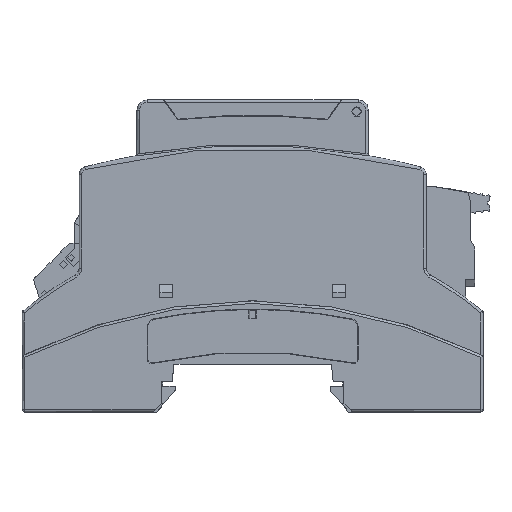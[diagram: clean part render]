
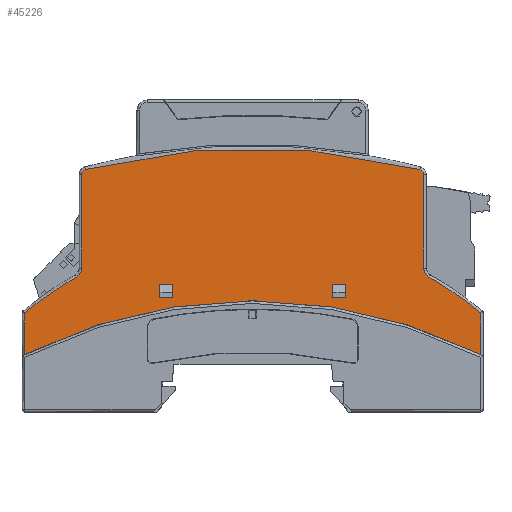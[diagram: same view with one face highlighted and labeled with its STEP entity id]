
A CAD part, top view. The second image highlights one B-rep face of the part: STEP entity #45226.
In plain terms, the highlighted planar face has unit normal (0, 0, 1).
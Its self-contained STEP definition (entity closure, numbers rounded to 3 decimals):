
#1351=FACE_BOUND('',#6188,.T.);
#1352=FACE_BOUND('',#6189,.T.);
#1992=CIRCLE('',#48174,129.2);
#1993=CIRCLE('',#48175,1.);
#1994=CIRCLE('',#48176,2.);
#1995=CIRCLE('',#48177,69.5);
#1996=CIRCLE('',#48178,99.5);
#1997=CIRCLE('',#48179,69.5);
#1998=CIRCLE('',#48180,2.);
#1999=CIRCLE('',#48181,1.);
#3658=FACE_OUTER_BOUND('',#6187,.T.);
#6187=EDGE_LOOP('',(#32146,#32147,#32148,#32149,#32150,#32151,#32152,#32153,
#32154,#32155,#32156,#32157));
#6188=EDGE_LOOP('',(#32158,#32159,#32160,#32161));
#6189=EDGE_LOOP('',(#32162,#32163,#32164,#32165));
#9844=LINE('',#66882,#14754);
#9992=LINE('',#67350,#14902);
#10024=LINE('',#67430,#14934);
#10025=LINE('',#67436,#14935);
#10026=LINE('',#67440,#14936);
#10027=LINE('',#67447,#14937);
#10028=LINE('',#67449,#14938);
#10029=LINE('',#67451,#14939);
#10030=LINE('',#67452,#14940);
#10031=LINE('',#67455,#14941);
#10032=LINE('',#67456,#14942);
#10033=LINE('',#67457,#14943);
#14754=VECTOR('',#53848,1.);
#14902=VECTOR('',#54122,1.);
#14934=VECTOR('',#54186,1.);
#14935=VECTOR('',#54191,1.);
#14936=VECTOR('',#54194,1.);
#14937=VECTOR('',#54201,1.);
#14938=VECTOR('',#54202,1.);
#14939=VECTOR('',#54203,1.);
#14940=VECTOR('',#54204,1.);
#14941=VECTOR('',#54205,1.);
#14942=VECTOR('',#54206,1.);
#14943=VECTOR('',#54207,1.);
#19324=VERTEX_POINT('',#66879);
#19325=VERTEX_POINT('',#66881);
#19492=VERTEX_POINT('',#67348);
#19493=VERTEX_POINT('',#67349);
#19522=VERTEX_POINT('',#67424);
#19523=VERTEX_POINT('',#67425);
#19524=VERTEX_POINT('',#67427);
#19525=VERTEX_POINT('',#67429);
#19526=VERTEX_POINT('',#67431);
#19527=VERTEX_POINT('',#67433);
#19528=VERTEX_POINT('',#67435);
#19529=VERTEX_POINT('',#67437);
#19530=VERTEX_POINT('',#67439);
#19531=VERTEX_POINT('',#67441);
#19532=VERTEX_POINT('',#67445);
#19533=VERTEX_POINT('',#67446);
#19534=VERTEX_POINT('',#67448);
#19535=VERTEX_POINT('',#67450);
#19536=VERTEX_POINT('',#67453);
#19537=VERTEX_POINT('',#67454);
#24058=EDGE_CURVE('',#19324,#19325,#9844,.T.);
#24241=EDGE_CURVE('',#19492,#19493,#9992,.T.);
#24277=EDGE_CURVE('',#19522,#19523,#1992,.T.);
#24278=EDGE_CURVE('',#19522,#19524,#1993,.T.);
#24279=EDGE_CURVE('',#19524,#19525,#10024,.T.);
#24280=EDGE_CURVE('',#19526,#19525,#1994,.T.);
#24281=EDGE_CURVE('',#19526,#19527,#1995,.T.);
#24282=EDGE_CURVE('',#19527,#19528,#10025,.T.);
#24283=EDGE_CURVE('',#19529,#19528,#1996,.T.);
#24284=EDGE_CURVE('',#19530,#19529,#10026,.T.);
#24285=EDGE_CURVE('',#19531,#19530,#1997,.T.);
#24286=EDGE_CURVE('',#19531,#19493,#1998,.T.);
#24287=EDGE_CURVE('',#19492,#19523,#1999,.T.);
#24288=EDGE_CURVE('',#19532,#19533,#10027,.T.);
#24289=EDGE_CURVE('',#19534,#19532,#10028,.T.);
#24290=EDGE_CURVE('',#19535,#19534,#10029,.T.);
#24291=EDGE_CURVE('',#19533,#19535,#10030,.T.);
#24292=EDGE_CURVE('',#19536,#19537,#10031,.T.);
#24293=EDGE_CURVE('',#19325,#19536,#10032,.T.);
#24294=EDGE_CURVE('',#19537,#19324,#10033,.T.);
#32146=ORIENTED_EDGE('',*,*,#24277,.F.);
#32147=ORIENTED_EDGE('',*,*,#24278,.T.);
#32148=ORIENTED_EDGE('',*,*,#24279,.T.);
#32149=ORIENTED_EDGE('',*,*,#24280,.F.);
#32150=ORIENTED_EDGE('',*,*,#24281,.T.);
#32151=ORIENTED_EDGE('',*,*,#24282,.T.);
#32152=ORIENTED_EDGE('',*,*,#24283,.F.);
#32153=ORIENTED_EDGE('',*,*,#24284,.F.);
#32154=ORIENTED_EDGE('',*,*,#24285,.F.);
#32155=ORIENTED_EDGE('',*,*,#24286,.T.);
#32156=ORIENTED_EDGE('',*,*,#24241,.F.);
#32157=ORIENTED_EDGE('',*,*,#24287,.T.);
#32158=ORIENTED_EDGE('',*,*,#24288,.F.);
#32159=ORIENTED_EDGE('',*,*,#24289,.F.);
#32160=ORIENTED_EDGE('',*,*,#24290,.F.);
#32161=ORIENTED_EDGE('',*,*,#24291,.F.);
#32162=ORIENTED_EDGE('',*,*,#24292,.F.);
#32163=ORIENTED_EDGE('',*,*,#24293,.F.);
#32164=ORIENTED_EDGE('',*,*,#24058,.F.);
#32165=ORIENTED_EDGE('',*,*,#24294,.F.);
#42212=PLANE('',#48173);
#45226=ADVANCED_FACE('',(#3658,#1351,#1352),#42212,.F.);
#48173=AXIS2_PLACEMENT_3D('',#67423,#54180,#54181);
#48174=AXIS2_PLACEMENT_3D('',#67426,#54182,#54183);
#48175=AXIS2_PLACEMENT_3D('',#67428,#54184,#54185);
#48176=AXIS2_PLACEMENT_3D('',#67432,#54187,#54188);
#48177=AXIS2_PLACEMENT_3D('',#67434,#54189,#54190);
#48178=AXIS2_PLACEMENT_3D('',#67438,#54192,#54193);
#48179=AXIS2_PLACEMENT_3D('',#67442,#54195,#54196);
#48180=AXIS2_PLACEMENT_3D('',#67443,#54197,#54198);
#48181=AXIS2_PLACEMENT_3D('',#67444,#54199,#54200);
#53848=DIRECTION('',(1.,0.,0.));
#54122=DIRECTION('',(0.,1.,0.));
#54180=DIRECTION('center_axis',(0.,0.,-1.));
#54181=DIRECTION('ref_axis',(1.,0.,0.));
#54182=DIRECTION('center_axis',(0.,0.,
-1.));
#54183=DIRECTION('ref_axis',(-1.,0.,0.));
#54184=DIRECTION('center_axis',(0.,0.,
1.));
#54185=DIRECTION('ref_axis',(1.,0.,0.));
#54186=DIRECTION('',(0.,1.,0.));
#54187=DIRECTION('center_axis',(0.,0.,1.));
#54188=DIRECTION('ref_axis',(0.,-1.,0.));
#54189=DIRECTION('center_axis',(0.,0.,1.));
#54190=DIRECTION('ref_axis',(0.,-1.,0.));
#54191=DIRECTION('',(0.,1.,0.));
#54192=DIRECTION('center_axis',(0.,0.,
1.));
#54193=DIRECTION('ref_axis',(-1.,0.,0.));
#54194=DIRECTION('',(0.,1.,0.));
#54195=DIRECTION('center_axis',(0.,0.,-1.));
#54196=DIRECTION('ref_axis',(0.,1.,0.));
#54197=DIRECTION('center_axis',(0.,0.,-1.));
#54198=DIRECTION('ref_axis',(0.,1.,0.));
#54199=DIRECTION('center_axis',(0.,0.,
1.));
#54200=DIRECTION('ref_axis',(1.,0.,0.));
#54201=DIRECTION('',(0.,1.,0.));
#54202=DIRECTION('',(1.,0.,0.));
#54203=DIRECTION('',(0.,-1.,0.));
#54204=DIRECTION('',(-1.,0.,0.));
#54205=DIRECTION('',(-1.,0.,0.));
#54206=DIRECTION('',(0.,1.,0.));
#54207=DIRECTION('',(0.,-1.,0.));
#66879=CARTESIAN_POINT('',(9.85,-21.1,-0.3));
#66881=CARTESIAN_POINT('',(12.45,-21.1,-0.3));
#66882=CARTESIAN_POINT('',(0.,-21.1,-0.3));
#67348=CARTESIAN_POINT('',(-38.9,-42.477,-0.3));
#67349=CARTESIAN_POINT('',(-38.9,-24.257,-0.3));
#67350=CARTESIAN_POINT('',(-38.9,0.,-0.3));
#67423=CARTESIAN_POINT('Origin',(-23.996,-40.289,-0.3));
#67424=CARTESIAN_POINT('',(26.852,-43.445,-0.3));
#67425=CARTESIAN_POINT('',(-38.152,-43.445,-0.3));
#67426=CARTESIAN_POINT('Origin',(-5.65,81.6,-0.3));
#67427=CARTESIAN_POINT('',(27.6,-42.477,-0.3));
#67428=CARTESIAN_POINT('Origin',(26.6,-42.477,-0.3));
#67429=CARTESIAN_POINT('',(27.6,-24.257,-0.3));
#67430=CARTESIAN_POINT('',(27.6,0.,-0.3));
#67431=CARTESIAN_POINT('',(28.614,-22.517,-0.3));
#67432=CARTESIAN_POINT('Origin',(29.6,-24.257,-0.3));
#67433=CARTESIAN_POINT('',(38.7,-15.56,-0.3));
#67434=CARTESIAN_POINT('Origin',(-5.65,37.95,-0.3));
#67435=CARTESIAN_POINT('',(38.7,-7.469,-0.3));
#67436=CARTESIAN_POINT('',(38.7,0.,-0.3));
#67437=CARTESIAN_POINT('',(-50.,-7.469,-0.3));
#67438=CARTESIAN_POINT('Origin',(-5.65,81.6,-0.3));
#67439=CARTESIAN_POINT('',(-50.,-15.56,-0.3));
#67440=CARTESIAN_POINT('',(-50.,0.,-0.3));
#67441=CARTESIAN_POINT('',(-39.914,-22.517,-0.3));
#67442=CARTESIAN_POINT('Origin',(-5.65,37.95,-0.3));
#67443=CARTESIAN_POINT('Origin',(-40.9,-24.257,-0.3));
#67444=CARTESIAN_POINT('Origin',(-37.9,-42.477,-0.3));
#67445=CARTESIAN_POINT('',(-21.15,-21.1,-0.3));
#67446=CARTESIAN_POINT('',(-21.15,-18.5,-0.3));
#67447=CARTESIAN_POINT('',(-21.15,0.,-0.3));
#67448=CARTESIAN_POINT('',(-23.75,-21.1,-0.3));
#67449=CARTESIAN_POINT('',(0.,-21.1,-0.3));
#67450=CARTESIAN_POINT('',(-23.75,-18.5,-0.3));
#67451=CARTESIAN_POINT('',(-23.75,0.,-0.3));
#67452=CARTESIAN_POINT('',(0.,-18.5,-0.3));
#67453=CARTESIAN_POINT('',(12.45,-18.5,-0.3));
#67454=CARTESIAN_POINT('',(9.85,-18.5,-0.3));
#67455=CARTESIAN_POINT('',(0.,-18.5,-0.3));
#67456=CARTESIAN_POINT('',(12.45,0.,-0.3));
#67457=CARTESIAN_POINT('',(9.85,0.,-0.3));
